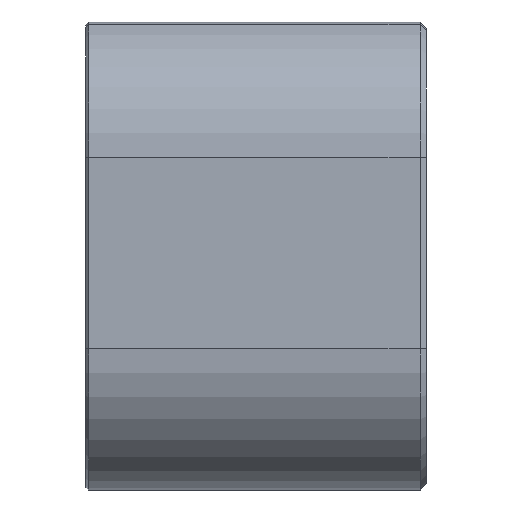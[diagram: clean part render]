
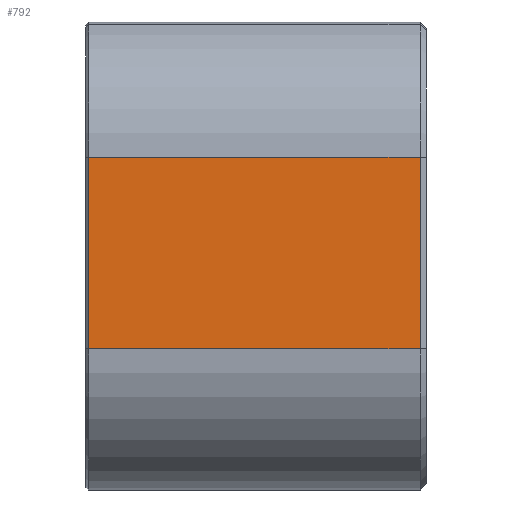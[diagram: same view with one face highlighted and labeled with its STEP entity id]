
A CAD part, front view. The second image highlights one B-rep face of the part: STEP entity #792.
In plain terms, the highlighted planar face has unit normal (0, -1, 0).
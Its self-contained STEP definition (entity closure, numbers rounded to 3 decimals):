
#52=PLANE('',#894);
#99=FACE_OUTER_BOUND('',#149,.T.);
#149=EDGE_LOOP('',(#720,#721,#722,#723));
#212=LINE('',#1234,#282);
#243=LINE('',#1335,#313);
#254=LINE('',#1368,#324);
#259=LINE('',#1388,#329);
#282=VECTOR('',#975,10.);
#313=VECTOR('',#1072,10.);
#324=VECTOR('',#1111,10.);
#329=VECTOR('',#1140,10.);
#353=VERTEX_POINT('',#1224);
#355=VERTEX_POINT('',#1230);
#383=VERTEX_POINT('',#1333);
#391=VERTEX_POINT('',#1366);
#432=EDGE_CURVE('',#353,#355,#212,.T.);
#478=EDGE_CURVE('',#383,#353,#243,.T.);
#495=EDGE_CURVE('',#391,#383,#254,.T.);
#505=EDGE_CURVE('',#355,#391,#259,.T.);
#720=ORIENTED_EDGE('',*,*,#432,.F.);
#721=ORIENTED_EDGE('',*,*,#478,.F.);
#722=ORIENTED_EDGE('',*,*,#495,.F.);
#723=ORIENTED_EDGE('',*,*,#505,.F.);
#792=ADVANCED_FACE('',(#99),#52,.T.);
#894=AXIS2_PLACEMENT_3D('',#1389,#1141,#1142);
#975=DIRECTION('',(0.,0.,-1.));
#1072=DIRECTION('',(1.,0.,0.));
#1111=DIRECTION('',(0.,0.,1.));
#1140=DIRECTION('',(-1.,0.,0.));
#1141=DIRECTION('center_axis',(0.,-1.,0.));
#1142=DIRECTION('ref_axis',(1.,0.,0.));
#1224=CARTESIAN_POINT('',(4.068,-11.5,3.75));
#1230=CARTESIAN_POINT('',(4.068,-11.5,-1.));
#1234=CARTESIAN_POINT('',(4.068,-11.5,1.25));
#1333=CARTESIAN_POINT('',(-4.148,-11.5,3.75));
#1335=CARTESIAN_POINT('',(-4.228,-11.5,3.75));
#1366=CARTESIAN_POINT('',(-4.148,-11.5,-1.));
#1368=CARTESIAN_POINT('',(-4.148,-11.5,0.5));
#1388=CARTESIAN_POINT('',(-4.614,-11.5,-1.));
#1389=CARTESIAN_POINT('Origin',(-4.228,-11.5,2.5));
